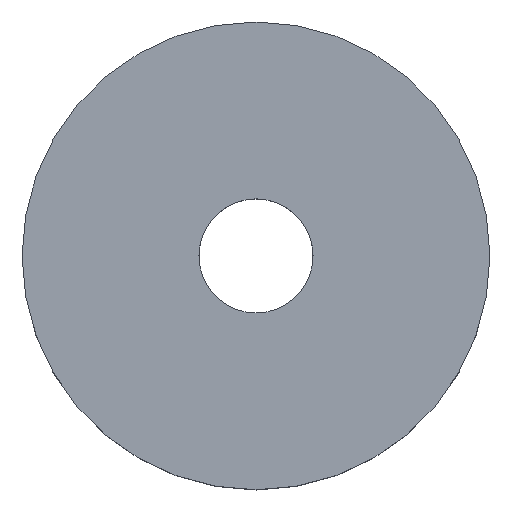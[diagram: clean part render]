
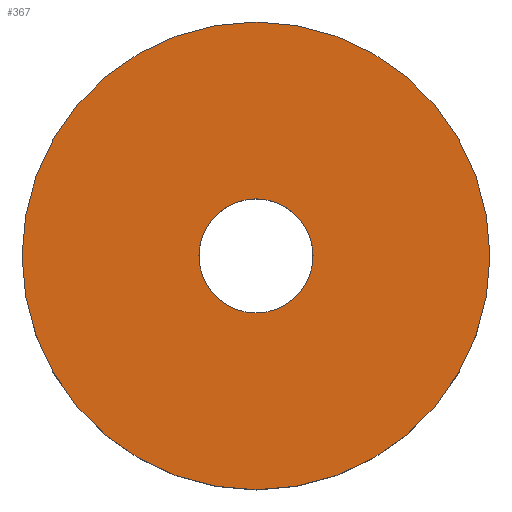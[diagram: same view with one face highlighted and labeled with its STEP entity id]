
A CAD part, top view. The second image highlights one B-rep face of the part: STEP entity #367.
In plain terms, the highlighted planar face has unit normal (0, 0, 1).
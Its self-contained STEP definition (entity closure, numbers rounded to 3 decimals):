
#5 = AXIS2_PLACEMENT_3D ( 'NONE', #294, #155, #293 ) ;
#7 = CARTESIAN_POINT ( 'NONE',  ( 0., 0., 0. ) ) ;
#9 = FACE_OUTER_BOUND ( 'NONE', #336, .T. ) ;
#14 = CARTESIAN_POINT ( 'NONE',  ( 8., 0., 0. ) ) ;
#22 = DIRECTION ( 'NONE',  ( -1., 0., 0. ) ) ;
#26 = EDGE_CURVE ( 'NONE', #109, #126, #85, .T. ) ;
#33 = DIRECTION ( 'NONE',  ( -1., 0., 0. ) ) ;
#44 = VERTEX_POINT ( 'NONE', #302 ) ;
#68 = ORIENTED_EDGE ( 'NONE', *, *, #271, .T. ) ;
#77 = VERTEX_POINT ( 'NONE', #204 ) ;
#84 = AXIS2_PLACEMENT_3D ( 'NONE', #313, #208, #22 ) ;
#85 = CIRCLE ( 'NONE', #166, 8. ) ;
#109 = VERTEX_POINT ( 'NONE', #14 ) ;
#113 = CIRCLE ( 'NONE', #226, 1.95 ) ;
#126 = VERTEX_POINT ( 'NONE', #311 ) ;
#140 = CARTESIAN_POINT ( 'NONE',  ( 0., 0., 0. ) ) ;
#147 = CIRCLE ( 'NONE', #84, 8. ) ;
#155 = DIRECTION ( 'NONE',  ( 0., 0., -1. ) ) ;
#156 = AXIS2_PLACEMENT_3D ( 'NONE', #243, #268, #33 ) ;
#165 = CIRCLE ( 'NONE', #156, 1.95 ) ;
#166 = AXIS2_PLACEMENT_3D ( 'NONE', #140, #329, #170 ) ;
#170 = DIRECTION ( 'NONE',  ( -1., 0., 0. ) ) ;
#191 = DIRECTION ( 'NONE',  ( 0., 0., -1. ) ) ;
#192 = ORIENTED_EDGE ( 'NONE', *, *, #26, .F. ) ;
#197 = ORIENTED_EDGE ( 'NONE', *, *, #210, .F. ) ;
#204 = CARTESIAN_POINT ( 'NONE',  ( -1.95, 0., 0. ) ) ;
#208 = DIRECTION ( 'NONE',  ( 0., 0., -1. ) ) ;
#210 = EDGE_CURVE ( 'NONE', #126, #109, #147, .T. ) ;
#212 = PLANE ( 'NONE',  #5 ) ;
#223 = EDGE_LOOP ( 'NONE', ( #68, #332 ) ) ;
#226 = AXIS2_PLACEMENT_3D ( 'NONE', #7, #191, #325 ) ;
#243 = CARTESIAN_POINT ( 'NONE',  ( 0., 0., 0. ) ) ;
#268 = DIRECTION ( 'NONE',  ( 0., 0., -1. ) ) ;
#271 = EDGE_CURVE ( 'NONE', #77, #44, #165, .T. ) ;
#293 = DIRECTION ( 'NONE',  ( -1., 0., 0. ) ) ;
#294 = CARTESIAN_POINT ( 'NONE',  ( 1.95, 0., 0. ) ) ;
#302 = CARTESIAN_POINT ( 'NONE',  ( 1.95, 0., 0. ) ) ;
#311 = CARTESIAN_POINT ( 'NONE',  ( -8., 0., 0. ) ) ;
#313 = CARTESIAN_POINT ( 'NONE',  ( 0., 0., 0. ) ) ;
#325 = DIRECTION ( 'NONE',  ( -1., 0., 0. ) ) ;
#329 = DIRECTION ( 'NONE',  ( 0., 0., -1. ) ) ;
#332 = ORIENTED_EDGE ( 'NONE', *, *, #368, .T. ) ;
#336 = EDGE_LOOP ( 'NONE', ( #197, #192 ) ) ;
#367 = ADVANCED_FACE ( 'NONE', ( #9, #370 ), #212, .F. ) ;
#368 = EDGE_CURVE ( 'NONE', #44, #77, #113, .T. ) ;
#370 = FACE_BOUND ( 'NONE', #223, .T. ) ;
